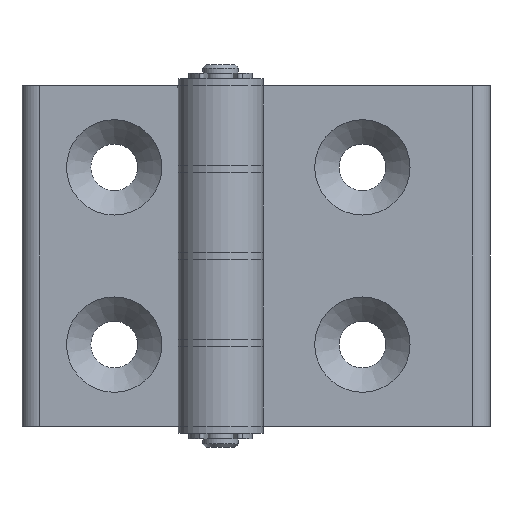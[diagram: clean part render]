
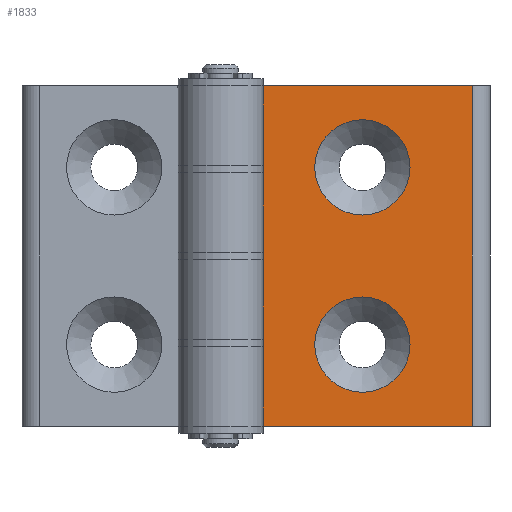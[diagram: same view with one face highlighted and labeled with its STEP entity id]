
A CAD part, front view. The second image highlights one B-rep face of the part: STEP entity #1833.
In plain terms, the highlighted planar face has unit normal (0, -1, 0).
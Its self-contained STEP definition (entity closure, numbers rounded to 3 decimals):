
#41=FACE_BOUND('',#323,.T.);
#42=FACE_BOUND('',#324,.T.);
#75=PLANE('',#2003);
#199=FACE_OUTER_BOUND('',#322,.T.);
#322=EDGE_LOOP('',(#1404,#1405,#1406,#1407,#1408,#1409,#1410));
#323=EDGE_LOOP('',(#1411));
#324=EDGE_LOOP('',(#1412));
#474=LINE('',#2927,#623);
#475=LINE('',#2929,#624);
#476=LINE('',#2931,#625);
#477=LINE('',#2933,#626);
#478=LINE('',#2935,#627);
#479=LINE('',#2937,#628);
#480=LINE('',#2938,#629);
#623=VECTOR('',#2330,1000.);
#624=VECTOR('',#2331,1000.);
#625=VECTOR('',#2332,1000.);
#626=VECTOR('',#2333,1000.);
#627=VECTOR('',#2334,1000.);
#628=VECTOR('',#2335,1000.);
#629=VECTOR('',#2336,1000.);
#747=CIRCLE('',#1989,6.72);
#750=CIRCLE('',#1994,6.72);
#877=VERTEX_POINT('',#2895);
#880=VERTEX_POINT('',#2905);
#886=VERTEX_POINT('',#2925);
#887=VERTEX_POINT('',#2926);
#888=VERTEX_POINT('',#2928);
#889=VERTEX_POINT('',#2930);
#890=VERTEX_POINT('',#2932);
#891=VERTEX_POINT('',#2934);
#892=VERTEX_POINT('',#2936);
#1068=EDGE_CURVE('',#877,#877,#747,.T.);
#1073=EDGE_CURVE('',#880,#880,#750,.T.);
#1082=EDGE_CURVE('',#886,#887,#474,.T.);
#1083=EDGE_CURVE('',#887,#888,#475,.T.);
#1084=EDGE_CURVE('',#889,#888,#476,.T.);
#1085=EDGE_CURVE('',#889,#890,#477,.T.);
#1086=EDGE_CURVE('',#891,#890,#478,.T.);
#1087=EDGE_CURVE('',#892,#891,#479,.T.);
#1088=EDGE_CURVE('',#892,#886,#480,.T.);
#1404=ORIENTED_EDGE('',*,*,#1082,.T.);
#1405=ORIENTED_EDGE('',*,*,#1083,.T.);
#1406=ORIENTED_EDGE('',*,*,#1084,.F.);
#1407=ORIENTED_EDGE('',*,*,#1085,.T.);
#1408=ORIENTED_EDGE('',*,*,#1086,.F.);
#1409=ORIENTED_EDGE('',*,*,#1087,.F.);
#1410=ORIENTED_EDGE('',*,*,#1088,.T.);
#1411=ORIENTED_EDGE('',*,*,#1073,.F.);
#1412=ORIENTED_EDGE('',*,*,#1068,.F.);
#1833=ADVANCED_FACE('',(#199,#41,#42),#75,.F.);
#1989=AXIS2_PLACEMENT_3D('',#2897,#2295,#2296);
#1994=AXIS2_PLACEMENT_3D('',#2907,#2307,#2308);
#2003=AXIS2_PLACEMENT_3D('',#2924,#2328,#2329);
#2295=DIRECTION('center_axis',(0.,-1.,0.));
#2296=DIRECTION('ref_axis',(0.,0.,
1.));
#2307=DIRECTION('center_axis',(0.,-1.,0.));
#2308=DIRECTION('ref_axis',(0.,0.,
1.));
#2328=DIRECTION('center_axis',(0.,1.,0.));
#2329=DIRECTION('ref_axis',(0.,0.,
-1.));
#2330=DIRECTION('',(-1.,0.,0.));
#2331=DIRECTION('',(0.,0.,-1.));
#2332=DIRECTION('',(0.,0.,1.));
#2333=DIRECTION('',(0.,0.,-1.));
#2334=DIRECTION('',(0.,0.,1.));
#2335=DIRECTION('',(-1.,0.,0.));
#2336=DIRECTION('',(0.,0.,1.));
#2895=CARTESIAN_POINT('',(28.474,1.915,-19.22));
#2897=CARTESIAN_POINT('Origin',(28.474,1.915,-12.5));
#2905=CARTESIAN_POINT('',(28.474,1.915,5.78));
#2907=CARTESIAN_POINT('Origin',(28.474,1.915,12.5));
#2924=CARTESIAN_POINT('Origin',(14.474,1.915,-24.));
#2925=CARTESIAN_POINT('',(43.974,1.915,24.));
#2926=CARTESIAN_POINT('',(14.474,1.915,24.));
#2927=CARTESIAN_POINT('',(14.474,1.915,24.));
#2928=CARTESIAN_POINT('',(14.474,1.915,11.75));
#2929=CARTESIAN_POINT('',(14.474,1.915,-24.));
#2930=CARTESIAN_POINT('',(14.474,1.915,0.5));
#2931=CARTESIAN_POINT('',(14.474,1.915,-24.));
#2932=CARTESIAN_POINT('',(14.474,1.915,-12.75));
#2933=CARTESIAN_POINT('',(14.474,1.915,-24.));
#2934=CARTESIAN_POINT('',(14.474,1.915,-24.));
#2935=CARTESIAN_POINT('',(14.474,1.915,-24.));
#2936=CARTESIAN_POINT('',(43.974,1.915,-24.));
#2937=CARTESIAN_POINT('',(14.474,1.915,-24.));
#2938=CARTESIAN_POINT('',(43.974,1.915,-24.));
